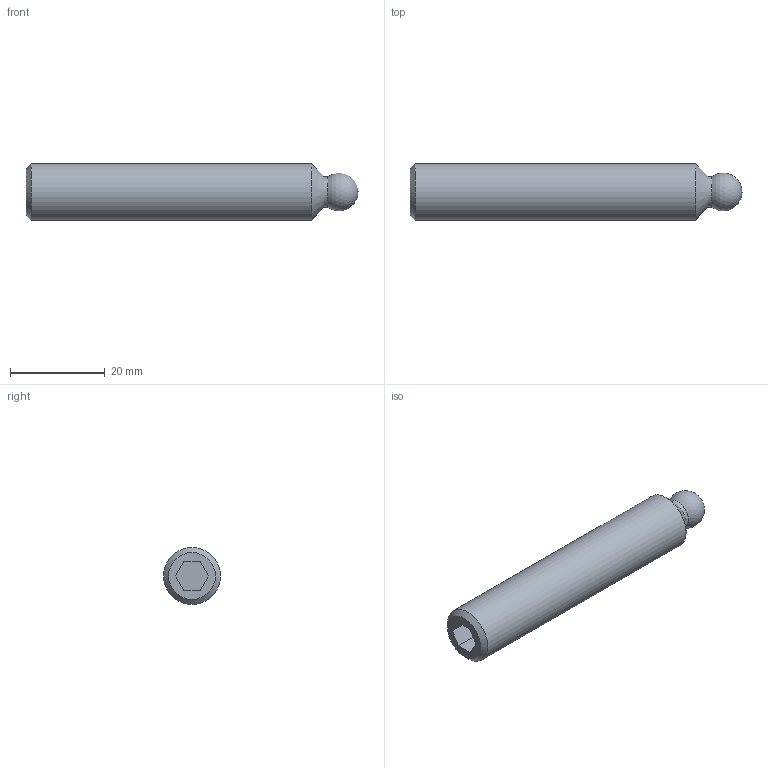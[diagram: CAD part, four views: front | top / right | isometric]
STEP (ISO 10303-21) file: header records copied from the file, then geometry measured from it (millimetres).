
FILE_DESCRIPTION( ( 'STEP AP214' ), '1' );
FILE_NAME( 'K0391.12X70.stp', '2020-12-07T10:17:44', ( '' ), ( '' ), ' ', 'PARTsolutions', ' ' );
FILE_SCHEMA( ( 'AUTOMOTIVE_DESIGN { 1 0 10303 214 1 1 1 1 }' ) );
Length unit declared in the file: millimetre
Products named in the file (1): _K0391.12X70
Bounding box: 70 x 12 x 12 mm (x, y, z)
Volume: 7047.6 mm3; surface area: 2768.9 mm2
Topology: 1 solids, 1 shells, 13 faces, 30 edges, 19 vertices
Faces by surface type: plane 8, cone 2, cylinder 2, sphere 1
Full cylindrical faces by diameter (mm): 6.5 x1, 12 x1
Entity records: 446 total; most frequent: DIRECTION 56, CARTESIAN_POINT 55, ORIENTED_EDGE 46, EDGE_CURVE 23, AXIS2_PLACEMENT_3D 19, EDGE_LOOP 18, VERTEX_POINT 18, LINE 18
